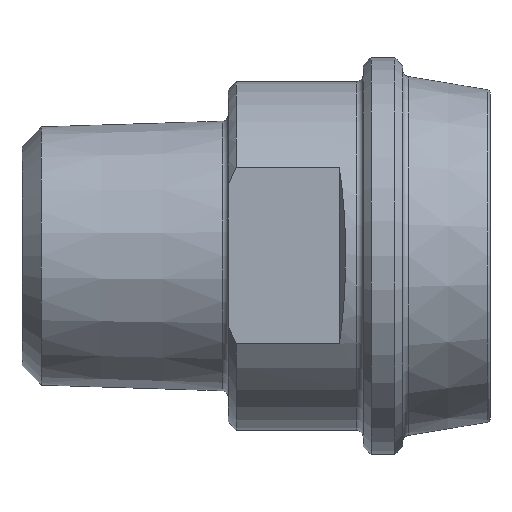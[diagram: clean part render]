
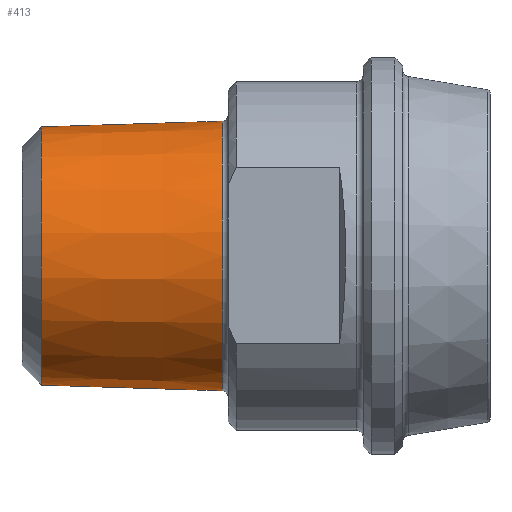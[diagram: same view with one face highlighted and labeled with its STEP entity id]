
A CAD part, top view. The second image highlights one B-rep face of the part: STEP entity #413.
In plain terms, the highlighted conical face has half-angle 1.8 degrees and reference radius 8.304 mm.
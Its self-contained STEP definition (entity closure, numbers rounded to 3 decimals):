
#46=CIRCLE('',#478,8.496);
#49=CIRCLE('',#481,8.496);
#51=CIRCLE('',#485,8.138);
#52=CIRCLE('',#486,8.138);
#65=CONICAL_SURFACE('',#484,8.304,0.031);
#91=FACE_OUTER_BOUND('',#120,.T.);
#120=EDGE_LOOP('',(#340,#341,#342,#343,#344,#345));
#141=LINE('',#746,#159);
#159=VECTOR('',#602,8.304);
#194=VERTEX_POINT('',#735);
#195=VERTEX_POINT('',#736);
#197=VERTEX_POINT('',#745);
#198=VERTEX_POINT('',#747);
#244=EDGE_CURVE('',#194,#195,#46,.T.);
#247=EDGE_CURVE('',#195,#194,#49,.T.);
#249=EDGE_CURVE('',#194,#197,#141,.T.);
#250=EDGE_CURVE('',#198,#197,#51,.T.);
#251=EDGE_CURVE('',#197,#198,#52,.T.);
#340=ORIENTED_EDGE('',*,*,#244,.F.);
#341=ORIENTED_EDGE('',*,*,#249,.T.);
#342=ORIENTED_EDGE('',*,*,#250,.F.);
#343=ORIENTED_EDGE('',*,*,#251,.F.);
#344=ORIENTED_EDGE('',*,*,#249,.F.);
#345=ORIENTED_EDGE('',*,*,#247,.F.);
#413=ADVANCED_FACE('',(#91),#65,.T.);
#478=AXIS2_PLACEMENT_3D('',#737,#588,#589);
#481=AXIS2_PLACEMENT_3D('',#741,#594,#595);
#484=AXIS2_PLACEMENT_3D('',#744,#600,#601);
#485=AXIS2_PLACEMENT_3D('',#748,#603,#604);
#486=AXIS2_PLACEMENT_3D('',#749,#605,#606);
#588=DIRECTION('center_axis',(1.,0.,0.));
#589=DIRECTION('ref_axis',(0.,-1.,0.));
#594=DIRECTION('center_axis',(1.,0.,0.));
#595=DIRECTION('ref_axis',(0.,-1.,0.));
#600=DIRECTION('center_axis',(1.,0.,0.));
#601=DIRECTION('ref_axis',(0.,1.,0.));
#602=DIRECTION('',(-1.,0.031,0.));
#603=DIRECTION('center_axis',(-1.,0.,0.));
#604=DIRECTION('ref_axis',(0.,-1.,0.));
#605=DIRECTION('center_axis',(-1.,0.,0.));
#606=DIRECTION('ref_axis',(0.,-1.,0.));
#735=CARTESIAN_POINT('',(-16.887,-8.496,0.));
#736=CARTESIAN_POINT('',(-16.887,0.,8.496));
#737=CARTESIAN_POINT('Origin',(-16.887,0.,0.));
#741=CARTESIAN_POINT('Origin',(-16.887,0.,0.));
#744=CARTESIAN_POINT('Origin',(-23.,0.,0.));
#745=CARTESIAN_POINT('',(-28.301,-8.138,0.));
#746=CARTESIAN_POINT('',(-23.,-8.304,0.));
#747=CARTESIAN_POINT('',(-28.301,8.138,0.));
#748=CARTESIAN_POINT('Origin',(-28.301,0.,0.));
#749=CARTESIAN_POINT('Origin',(-28.301,0.,0.));
